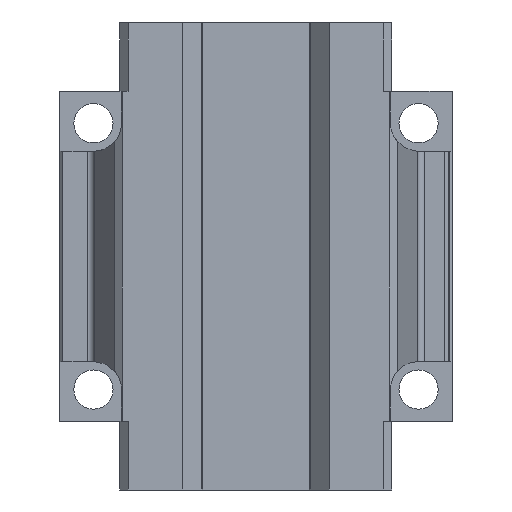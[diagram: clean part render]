
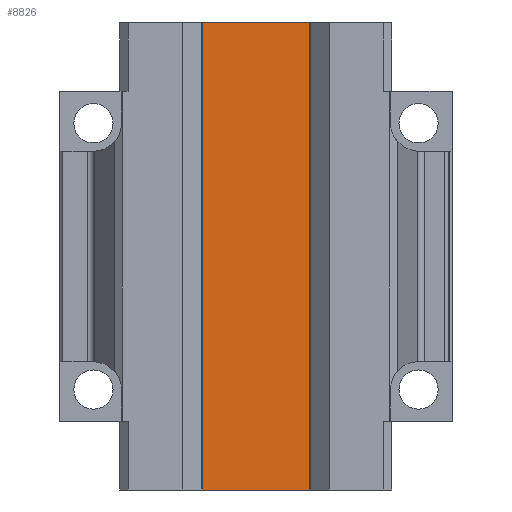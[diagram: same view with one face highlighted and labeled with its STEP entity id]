
A CAD part, front view. The second image highlights one B-rep face of the part: STEP entity #8826.
In plain terms, the highlighted planar face has unit normal (0, -1, 0).
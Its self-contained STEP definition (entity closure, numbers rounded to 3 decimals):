
#27 = VERTEX_POINT ( 'NONE', #9934 ) ;
#36 = EDGE_CURVE ( 'NONE', #27, #13704, #9930, .T. ) ;
#111 = VERTEX_POINT ( 'NONE', #10007 ) ;
#4831 = DIRECTION ( 'NONE',  ( 0., 0., -1. ) ) ;
#4832 = VECTOR ( 'NONE', #4831, 1000. ) ;
#4833 = CARTESIAN_POINT ( 'NONE',  ( -19.599, 0., -58.85 ) ) ;
#4834 = LINE ( 'NONE', #4833, #4832 ) ;
#4921 = DIRECTION ( 'NONE',  ( 1., 0., 0. ) ) ;
#4922 = VECTOR ( 'NONE', #4921, 1000. ) ;
#4923 = CARTESIAN_POINT ( 'NONE',  ( -19.599, 0., -83.35 ) ) ;
#4924 = LINE ( 'NONE', #4923, #4922 ) ;
#4925 = CARTESIAN_POINT ( 'NONE',  ( 19.599, 0., -83.35 ) ) ;
#5027 = FACE_OUTER_BOUND ( 'NONE', #8831, .T. ) ;
#5056 = DIRECTION ( 'NONE',  ( 0., 0., -1. ) ) ;
#5057 = DIRECTION ( 'NONE',  ( 0., -1., 0. ) ) ;
#5058 = CARTESIAN_POINT ( 'NONE',  ( -19.599, 0., -58.85 ) ) ;
#5059 = AXIS2_PLACEMENT_3D ( 'NONE', #5058, #5057, #5056 ) ;
#5060 = PLANE ( 'NONE',  #5059 ) ;
#5125 = CARTESIAN_POINT ( 'NONE',  ( 19.599, 0., -58.85 ) ) ;
#5126 = LINE ( 'NONE', #5125, #5169 ) ;
#5168 = DIRECTION ( 'NONE',  ( 0., 0., 1. ) ) ;
#5169 = VECTOR ( 'NONE', #5168, 1000. ) ;
#8713 = EDGE_CURVE ( 'NONE', #13704, #111, #4834, .T. ) ;
#8748 = VERTEX_POINT ( 'NONE', #4925 ) ;
#8750 = EDGE_CURVE ( 'NONE', #111, #8748, #4924, .T. ) ;
#8826 = ADVANCED_FACE ( 'NONE', ( #5027 ), #5060, .T. ) ;
#8831 = EDGE_LOOP ( 'NONE', ( #8835, #8968, #8969, #8970 ) ) ;
#8835 = ORIENTED_EDGE ( 'NONE', *, *, #8750, .T. ) ;
#8861 = EDGE_CURVE ( 'NONE', #8748, #27, #5126, .T. ) ;
#8968 = ORIENTED_EDGE ( 'NONE', *, *, #8861, .T. ) ;
#8969 = ORIENTED_EDGE ( 'NONE', *, *, #36, .T. ) ;
#8970 = ORIENTED_EDGE ( 'NONE', *, *, #8713, .T. ) ;
#9927 = DIRECTION ( 'NONE',  ( -1., 0., 0. ) ) ;
#9928 = VECTOR ( 'NONE', #9927, 1000. ) ;
#9929 = CARTESIAN_POINT ( 'NONE',  ( -19.599, 0., 83.35 ) ) ;
#9930 = LINE ( 'NONE', #9929, #9928 ) ;
#9934 = CARTESIAN_POINT ( 'NONE',  ( 19.599, 0., 83.35 ) ) ;
#10007 = CARTESIAN_POINT ( 'NONE',  ( -19.599, 0., -83.35 ) ) ;
#13216 = CARTESIAN_POINT ( 'NONE',  ( -19.599, 0., 83.35 ) ) ;
#13704 = VERTEX_POINT ( 'NONE', #13216 ) ;
